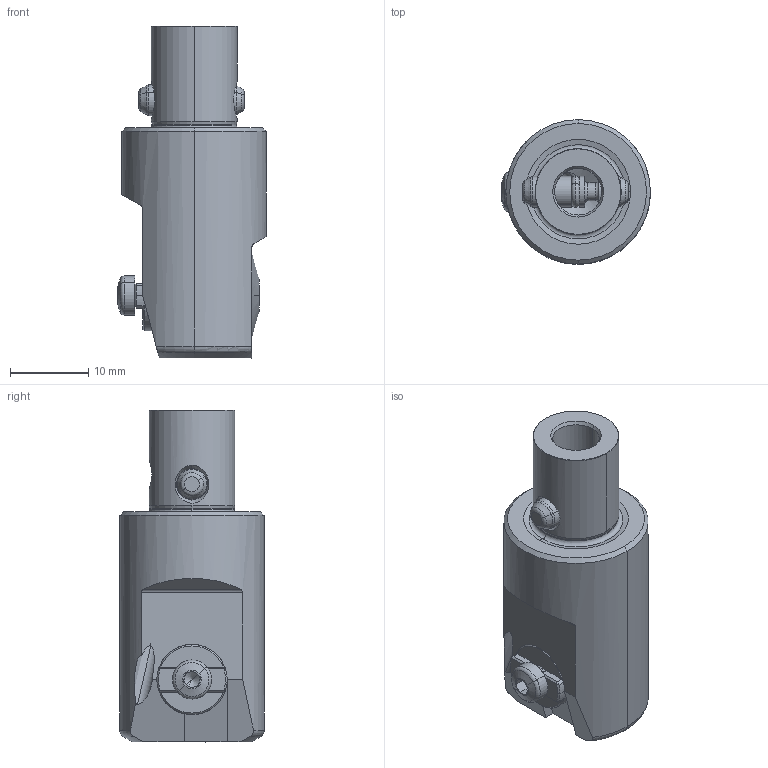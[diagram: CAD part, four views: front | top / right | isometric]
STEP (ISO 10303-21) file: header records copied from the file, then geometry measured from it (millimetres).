
FILE_DESCRIPTION(('no description'),'unknown implementation level');
FILE_NAME('425F9700-8E22-4230-B853-DB29D4E4A803_export.stp',' ',('CIMSOURCE GmbH'),('CADClick - KiM GmbH - www.kimweb.de'),'unknown preprocess','ACIS','unknown authorization');
FILE_SCHEMA(('automotive_design'));
Length unit declared in the file: millimetre
Products named in the file (5): 310.101 Kaiser EWN 20-26(36) X CK1|690.135 Kaiser ETL M3_SW2 X 4.5A_Standard;NONE; 310.101 Kaiser EWN 20-26(36) X CK1|310.130 Kaiser Werkzeugk�rper EWN 20-36 x CK1B_Standard;NONE; 310.101 Kaiser EWN 20-26(36) X CK1|310.150 Kaiser Werkzeugtr�ger_Standard;NONE; 310.101 Kaiser EWN 20-26(36) X CK1|691.501 Kaiser ETL �4 X 13K_Standard|691.521 Mitnehmerbolzen_Standard;NONE; 310.101 Kaiser EWN 20-26(36) X CK1|691.501 Kaiser ETL �4 X 13K_Standard|692.270 O-Ring_Standard;NONE
Bounding box: 19.05 x 18.5 x 42.5 mm (x, y, z)
Volume: 7789.3 mm3; surface area: 4140.6 mm2
Topology: 5 solids, 5 shells, 203 faces, 461 edges, 268 vertices
Faces by surface type: plane 69, cone 52, cylinder 48, torus 34
Entity records: 11381 total; most frequent: CARTESIAN_POINT 1453, DIRECTION 1027, STYLED_ITEM 931, PRESENTATION_STYLE_ASSIGNMENT 931, COLOUR_RGB 931, ORIENTED_EDGE 910, EDGE_CURVE 455, CURVE_STYLE 455
